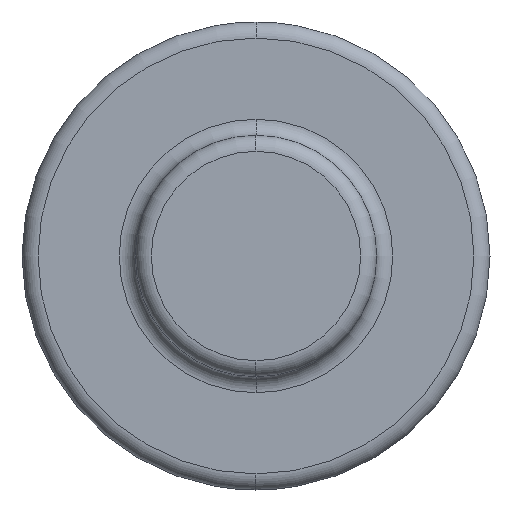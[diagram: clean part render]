
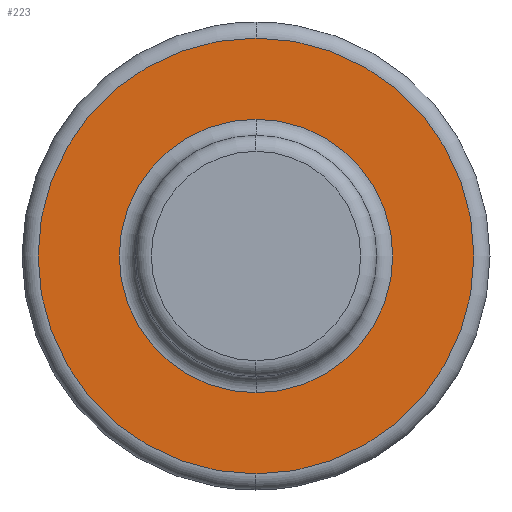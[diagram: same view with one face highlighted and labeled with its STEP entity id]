
A CAD part, left-side view. The second image highlights one B-rep face of the part: STEP entity #223.
In plain terms, the highlighted planar face has unit normal (-1, 0, 0).
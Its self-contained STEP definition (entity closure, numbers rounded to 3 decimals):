
#19 = EDGE_CURVE ( 'NONE', #132, #209, #385, .T. ) ;
#23 = AXIS2_PLACEMENT_3D ( 'NONE', #53, #401, #306 ) ;
#43 = DIRECTION ( 'NONE',  ( 0., 0., 1. ) ) ;
#53 = CARTESIAN_POINT ( 'NONE',  ( 6., 0., 0. ) ) ;
#66 = DIRECTION ( 'NONE',  ( -1., 0., 0. ) ) ;
#77 = ORIENTED_EDGE ( 'NONE', *, *, #331, .T. ) ;
#84 = PLANE ( 'NONE',  #193 ) ;
#85 = DIRECTION ( 'NONE',  ( 0., 0., 1. ) ) ;
#96 = CIRCLE ( 'NONE', #206, 2.708 ) ;
#99 = VERTEX_POINT ( 'NONE', #264 ) ;
#103 = FACE_BOUND ( 'NONE', #139, .T. ) ;
#104 = EDGE_CURVE ( 'NONE', #99, #361, #173, .T. ) ;
#112 = DIRECTION ( 'NONE',  ( -1., 0., 0. ) ) ;
#129 = ORIENTED_EDGE ( 'NONE', *, *, #104, .T. ) ;
#132 = VERTEX_POINT ( 'NONE', #200 ) ;
#133 = CARTESIAN_POINT ( 'NONE',  ( 6., 0., 0. ) ) ;
#139 = EDGE_LOOP ( 'NONE', ( #321, #282 ) ) ;
#142 = DIRECTION ( 'NONE',  ( 0., 0., 1. ) ) ;
#158 = DIRECTION ( 'NONE',  ( 0., 0., 1. ) ) ;
#173 = CIRCLE ( 'NONE', #278, 2.708 ) ;
#176 = CARTESIAN_POINT ( 'NONE',  ( 6., 1.5, 0. ) ) ;
#192 = EDGE_CURVE ( 'NONE', #209, #132, #275, .T. ) ;
#193 = AXIS2_PLACEMENT_3D ( 'NONE', #176, #112, #85 ) ;
#200 = CARTESIAN_POINT ( 'NONE',  ( 6., 0., 1.7 ) ) ;
#206 = AXIS2_PLACEMENT_3D ( 'NONE', #315, #66, #158 ) ;
#209 = VERTEX_POINT ( 'NONE', #213 ) ;
#213 = CARTESIAN_POINT ( 'NONE',  ( 6., 0., -1.7 ) ) ;
#223 = ADVANCED_FACE ( 'NONE', ( #103, #244 ), #84, .T. ) ;
#234 = CARTESIAN_POINT ( 'NONE',  ( 6., 0., 0. ) ) ;
#244 = FACE_OUTER_BOUND ( 'NONE', #365, .T. ) ;
#252 = CARTESIAN_POINT ( 'NONE',  ( 6., 0., 2.708 ) ) ;
#264 = CARTESIAN_POINT ( 'NONE',  ( 6., 0., -2.708 ) ) ;
#275 = CIRCLE ( 'NONE', #23, 1.7 ) ;
#278 = AXIS2_PLACEMENT_3D ( 'NONE', #234, #294, #142 ) ;
#282 = ORIENTED_EDGE ( 'NONE', *, *, #192, .T. ) ;
#294 = DIRECTION ( 'NONE',  ( -1., 0., 0. ) ) ;
#306 = DIRECTION ( 'NONE',  ( 0., 0., 1. ) ) ;
#315 = CARTESIAN_POINT ( 'NONE',  ( 6., 0., 0. ) ) ;
#319 = AXIS2_PLACEMENT_3D ( 'NONE', #133, #354, #43 ) ;
#321 = ORIENTED_EDGE ( 'NONE', *, *, #19, .T. ) ;
#331 = EDGE_CURVE ( 'NONE', #361, #99, #96, .T. ) ;
#354 = DIRECTION ( 'NONE',  ( 1., 0., 0. ) ) ;
#361 = VERTEX_POINT ( 'NONE', #252 ) ;
#365 = EDGE_LOOP ( 'NONE', ( #77, #129 ) ) ;
#385 = CIRCLE ( 'NONE', #319, 1.7 ) ;
#401 = DIRECTION ( 'NONE',  ( 1., 0., 0. ) ) ;
